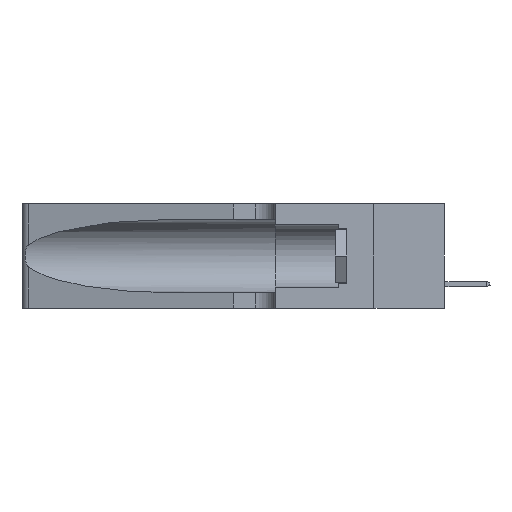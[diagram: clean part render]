
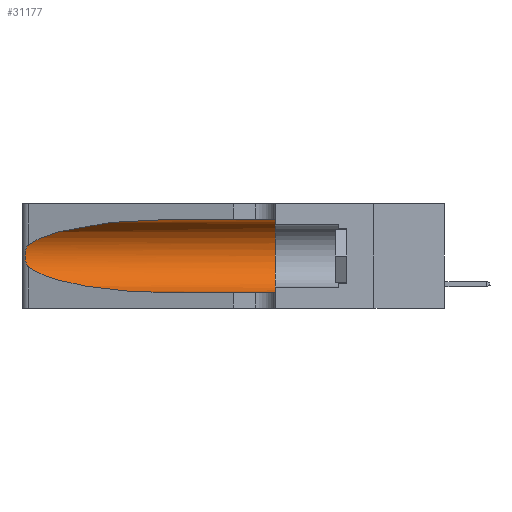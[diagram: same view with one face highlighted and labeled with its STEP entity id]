
A CAD part, left-side view. The second image highlights one B-rep face of the part: STEP entity #31177.
In plain terms, the highlighted cylindrical face has radius 3.308 mm (diameter 6.617 mm), a partial arc.
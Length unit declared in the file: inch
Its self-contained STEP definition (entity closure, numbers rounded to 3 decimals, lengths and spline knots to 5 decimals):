
#288 = CARTESIAN_POINT ( 'NONE',  ( 0.25639, 1.23184, 0.21858 ) ) ;
#340 = CARTESIAN_POINT ( 'NONE',  ( 0.1305, 0.72297, 0.31525 ) ) ;
#374 = EDGE_CURVE ( 'NONE', #31897, #16332, #33167, .T. ) ;
#559 = CARTESIAN_POINT ( 'NONE',  ( 0.1305, 0.35, 0.185 ) ) ;
#694 = CIRCLE ( 'NONE', #6699, 0.13025 ) ;
#1375 = CARTESIAN_POINT ( 'NONE',  ( 0.25555, 1.22993, 0.14849 ) ) ;
#2385 = VECTOR ( 'NONE', #18499, 39.37008 ) ;
#2748 = CARTESIAN_POINT ( 'NONE',  ( 0.1305, 0.35, 0.31525 ) ) ;
#2774 = CARTESIAN_POINT ( 'NONE',  ( 0.1305, 0.72297, 0.05475 ) ) ;
#2802 = EDGE_CURVE ( 'NONE', #23572, #19951, #10288, .T. ) ;
#3001 = CARTESIAN_POINT ( 'NONE',  ( 0.18966, 0.96281, 0.31525 ) ) ;
#4324 = CARTESIAN_POINT ( 'NONE',  ( 0.25787, 1.23484, 0.2124 ) ) ;
#4638 = CARTESIAN_POINT ( 'NONE',  ( 0.25639, 1.23186, 0.15144 ) ) ;
#5268 = CARTESIAN_POINT ( 'NONE',  ( 0.26018, 1.23835, 0.19895 ) ) ;
#5457 = LINE ( 'NONE', #14881, #31299 ) ;
#6699 = AXIS2_PLACEMENT_3D ( 'NONE', #559, #23113, #23001 ) ;
#7795 = CARTESIAN_POINT ( 'NONE',  ( 0.1305, 1.61858, 0.185 ) ) ;
#8501 = CARTESIAN_POINT ( 'NONE',  ( 0.25789, 1.23486, 0.15765 ) ) ;
#10288 =( BOUNDED_CURVE ( )  B_SPLINE_CURVE ( 3, ( #33220, #3001, #24723, #27488 ),
 .UNSPECIFIED., .F., .F. ) 
 B_SPLINE_CURVE_WITH_KNOTS ( ( 4, 4 ),
 ( 1.5708, 2.84003 ),
 .UNSPECIFIED. ) 
 CURVE ( )  GEOMETRIC_REPRESENTATION_ITEM ( )  RATIONAL_B_SPLINE_CURVE ( ( 1., 0.87, 0.87, 1. ) ) 
 REPRESENTATION_ITEM ( '' )  );
#10732 = AXIS2_PLACEMENT_3D ( 'NONE', #7795, #11373, #16897 ) ;
#11287 = CARTESIAN_POINT ( 'NONE',  ( 0.26017, 1.23833, 0.17102 ) ) ;
#11373 = DIRECTION ( 'NONE',  ( 0., -1., 0. ) ) ;
#11579 = DIRECTION ( 'NONE',  ( 0., -1., 0. ) ) ;
#11879 = VERTEX_POINT ( 'NONE', #2748 ) ;
#11929 = CARTESIAN_POINT ( 'NONE',  ( 0.25487, 1.22718, 0.22369 ) ) ;
#12990 = B_SPLINE_CURVE_WITH_KNOTS ( 'NONE', 3,
 ( #23497, #15369, #288, #4324, #21983, #5268, #30095, #16701, #11287, #25319, #8501, #4638, #1375, #34635 ),
 .UNSPECIFIED., .F., .F.,
 ( 4, 2, 2, 2, 2, 2, 4 ),
 ( 0., 0.00027, 0.00053, 0.00107, 0.0016, 0.00187, 0.00214 ),
 .UNSPECIFIED. ) ;
#14881 = CARTESIAN_POINT ( 'NONE',  ( 0.1305, 1.61858, 0.31525 ) ) ;
#15147 = EDGE_CURVE ( 'NONE', #23572, #11879, #5457, .T. ) ;
#15369 = CARTESIAN_POINT ( 'NONE',  ( 0.25555, 1.22994, 0.2215 ) ) ;
#15678 = VERTEX_POINT ( 'NONE', #31675 ) ;
#15922 = EDGE_CURVE ( 'NONE', #11879, #15678, #694, .T. ) ;
#16312 = CARTESIAN_POINT ( 'NONE',  ( 0.25487, 1.22718, 0.14631 ) ) ;
#16332 = VERTEX_POINT ( 'NONE', #27680 ) ;
#16701 = CARTESIAN_POINT ( 'NONE',  ( 0.26075, 1.23896, 0.178 ) ) ;
#16897 = DIRECTION ( 'NONE',  ( 0., 0., -1. ) ) ;
#18033 = CARTESIAN_POINT ( 'NONE',  ( 0.1305, 1.61858, 0.05475 ) ) ;
#18169 = CYLINDRICAL_SURFACE ( 'NONE', #10732, 0.13025 ) ;
#18499 = DIRECTION ( 'NONE',  ( 0., -1., 0. ) ) ;
#18816 = ORIENTED_EDGE ( 'NONE', *, *, #2802, .T. ) ;
#19951 = VERTEX_POINT ( 'NONE', #11929 ) ;
#21209 = ORIENTED_EDGE ( 'NONE', *, *, #15147, .F. ) ;
#21800 = CARTESIAN_POINT ( 'NONE',  ( 0.25487, 1.22718, 0.14631 ) ) ;
#21859 = ORIENTED_EDGE ( 'NONE', *, *, #26549, .T. ) ;
#21983 = CARTESIAN_POINT ( 'NONE',  ( 0.25854, 1.2359, 0.20912 ) ) ;
#22756 = EDGE_LOOP ( 'NONE', ( #18816, #21859, #34809, #32402, #27595, #21209 ) ) ;
#23001 = DIRECTION ( 'NONE',  ( 0., 0., 1. ) ) ;
#23113 = DIRECTION ( 'NONE',  ( 0., 1., 0. ) ) ;
#23497 = CARTESIAN_POINT ( 'NONE',  ( 0.25487, 1.22718, 0.22369 ) ) ;
#23572 = VERTEX_POINT ( 'NONE', #340 ) ;
#24597 = CARTESIAN_POINT ( 'NONE',  ( 0.2373, 1.15595, 0.08982 ) ) ;
#24723 = CARTESIAN_POINT ( 'NONE',  ( 0.2373, 1.15595, 0.28018 ) ) ;
#25319 = CARTESIAN_POINT ( 'NONE',  ( 0.25856, 1.23593, 0.16098 ) ) ;
#26549 = EDGE_CURVE ( 'NONE', #19951, #31897, #12990, .T. ) ;
#27488 = CARTESIAN_POINT ( 'NONE',  ( 0.25487, 1.22718, 0.22369 ) ) ;
#27595 = ORIENTED_EDGE ( 'NONE', *, *, #15922, .F. ) ;
#27680 = CARTESIAN_POINT ( 'NONE',  ( 0.1305, 0.72297, 0.05475 ) ) ;
#30095 = CARTESIAN_POINT ( 'NONE',  ( 0.26075, 1.23896, 0.19203 ) ) ;
#30156 = CARTESIAN_POINT ( 'NONE',  ( 0.18966, 0.96281, 0.05475 ) ) ;
#31177 = ADVANCED_FACE ( 'NONE', ( #34956 ), #18169, .F. ) ;
#31299 = VECTOR ( 'NONE', #11579, 39.37008 ) ;
#31675 = CARTESIAN_POINT ( 'NONE',  ( 0.1305, 0.35, 0.05475 ) ) ;
#31897 = VERTEX_POINT ( 'NONE', #21800 ) ;
#32402 = ORIENTED_EDGE ( 'NONE', *, *, #34371, .T. ) ;
#32537 = LINE ( 'NONE', #18033, #2385 ) ;
#33167 =( BOUNDED_CURVE ( )  B_SPLINE_CURVE ( 3, ( #16312, #24597, #30156, #2774 ),
 .UNSPECIFIED., .F., .F. ) 
 B_SPLINE_CURVE_WITH_KNOTS ( ( 4, 4 ),
 ( 3.44316, 4.71239 ),
 .UNSPECIFIED. ) 
 CURVE ( )  GEOMETRIC_REPRESENTATION_ITEM ( )  RATIONAL_B_SPLINE_CURVE ( ( 1., 0.87, 0.87, 1. ) ) 
 REPRESENTATION_ITEM ( '' )  );
#33220 = CARTESIAN_POINT ( 'NONE',  ( 0.1305, 0.72297, 0.31525 ) ) ;
#34371 = EDGE_CURVE ( 'NONE', #16332, #15678, #32537, .T. ) ;
#34635 = CARTESIAN_POINT ( 'NONE',  ( 0.25487, 1.22718, 0.14631 ) ) ;
#34809 = ORIENTED_EDGE ( 'NONE', *, *, #374, .T. ) ;
#34956 = FACE_OUTER_BOUND ( 'NONE', #22756, .T. ) ;
